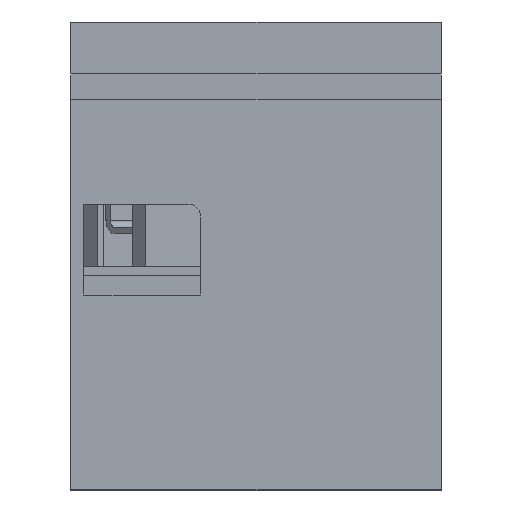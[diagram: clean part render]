
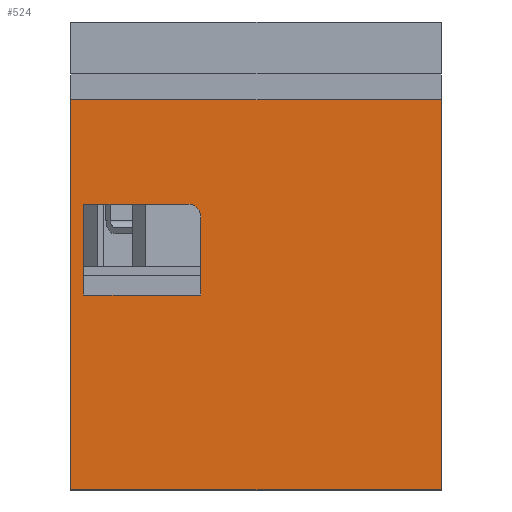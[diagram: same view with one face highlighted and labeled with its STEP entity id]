
A CAD part, front view. The second image highlights one B-rep face of the part: STEP entity #524.
In plain terms, the highlighted planar face has unit normal (0, -1, 0).
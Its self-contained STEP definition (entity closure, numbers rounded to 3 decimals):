
#524=ADVANCED_FACE('',(#2373,#2374),#822,.T.);
#822=PLANE('',#5875);
#1076=LINE('',#7867,#1717);
#1101=LINE('',#7943,#1742);
#1102=LINE('',#7945,#1743);
#1103=LINE('',#7947,#1744);
#1104=LINE('',#7948,#1745);
#1105=LINE('',#7951,#1746);
#1106=LINE('',#7953,#1747);
#1107=LINE('',#7955,#1748);
#1717=VECTOR('',#6321,1.);
#1742=VECTOR('',#6384,1.);
#1743=VECTOR('',#6385,1.);
#1744=VECTOR('',#6386,1.);
#1745=VECTOR('',#6387,1.);
#1746=VECTOR('',#6388,1.);
#1747=VECTOR('',#6389,1.);
#1748=VECTOR('',#6390,1.);
#2373=FACE_BOUND('',#2486,.T.);
#2374=FACE_BOUND('',#2487,.T.);
#2486=EDGE_LOOP('',(#2887,#2888,#2889,#2890));
#2487=EDGE_LOOP('',(#2891,#2892,#2893,#2894,#2895));
#2887=ORIENTED_EDGE('',*,*,#4970,.T.);
#2888=ORIENTED_EDGE('',*,*,#4971,.T.);
#2889=ORIENTED_EDGE('',*,*,#4972,.T.);
#2890=ORIENTED_EDGE('',*,*,#4936,.F.);
#2891=ORIENTED_EDGE('',*,*,#4973,.T.);
#2892=ORIENTED_EDGE('',*,*,#4974,.T.);
#2893=ORIENTED_EDGE('',*,*,#4975,.T.);
#2894=ORIENTED_EDGE('',*,*,#4976,.T.);
#2895=ORIENTED_EDGE('',*,*,#4977,.F.);
#4411=VERTEX_POINT('',#7866);
#4412=VERTEX_POINT('',#7868);
#4444=VERTEX_POINT('',#7944);
#4445=VERTEX_POINT('',#7946);
#4446=VERTEX_POINT('',#7949);
#4447=VERTEX_POINT('',#7950);
#4448=VERTEX_POINT('',#7952);
#4449=VERTEX_POINT('',#7954);
#4450=VERTEX_POINT('',#7956);
#4936=EDGE_CURVE('',#4411,#4412,#1076,.T.);
#4970=EDGE_CURVE('',#4411,#4444,#1101,.T.);
#4971=EDGE_CURVE('',#4444,#4445,#1102,.T.);
#4972=EDGE_CURVE('',#4445,#4412,#1103,.T.);
#4973=EDGE_CURVE('',#4446,#4447,#1104,.T.);
#4974=EDGE_CURVE('',#4447,#4448,#1105,.T.);
#4975=EDGE_CURVE('',#4448,#4449,#1106,.T.);
#4976=EDGE_CURVE('',#4449,#4450,#1107,.T.);
#4977=EDGE_CURVE('',#4446,#4450,#5719,.T.);
#5719=CIRCLE('',#5874,2.);
#5874=AXIS2_PLACEMENT_3D('',#7957,#6391,#6392);
#5875=AXIS2_PLACEMENT_3D('',#7958,#6393,#6394);
#6321=DIRECTION('',(0.,0.,-1.));
#6384=DIRECTION('',(-1.,0.,0.));
#6385=DIRECTION('',(0.,0.,-1.));
#6386=DIRECTION('',(1.,0.,0.));
#6387=DIRECTION('',(0.,0.,-1.));
#6388=DIRECTION('',(-1.,0.,0.));
#6389=DIRECTION('',(0.,0.,1.));
#6390=DIRECTION('',(1.,0.,0.));
#6391=DIRECTION('',(0.,-1.,0.));
#6392=DIRECTION('',(0.707,0.,0.707));
#6393=DIRECTION('',(0.,-1.,0.));
#6394=DIRECTION('',(0.,0.,-1.));
#7866=CARTESIAN_POINT('',(57.,0.,60.));
#7867=CARTESIAN_POINT('',(57.,0.,60.));
#7868=CARTESIAN_POINT('',(57.,0.,0.));
#7943=CARTESIAN_POINT('',(57.,0.,60.));
#7944=CARTESIAN_POINT('',(0.,0.,60.));
#7945=CARTESIAN_POINT('',(0.,0.,60.));
#7946=CARTESIAN_POINT('',(0.,0.,0.));
#7947=CARTESIAN_POINT('',(0.,0.,0.));
#7948=CARTESIAN_POINT('',(20.,0.,42.));
#7949=CARTESIAN_POINT('',(20.,0.,42.));
#7950=CARTESIAN_POINT('',(20.,0.,30.));
#7951=CARTESIAN_POINT('',(20.,0.,30.));
#7952=CARTESIAN_POINT('',(2.,0.,30.));
#7953=CARTESIAN_POINT('',(2.,0.,30.));
#7954=CARTESIAN_POINT('',(2.,0.,44.));
#7955=CARTESIAN_POINT('',(2.,0.,44.));
#7956=CARTESIAN_POINT('',(18.,0.,44.));
#7957=CARTESIAN_POINT('',(18.,0.,42.));
#7958=CARTESIAN_POINT('',(0.,0.,72.));
